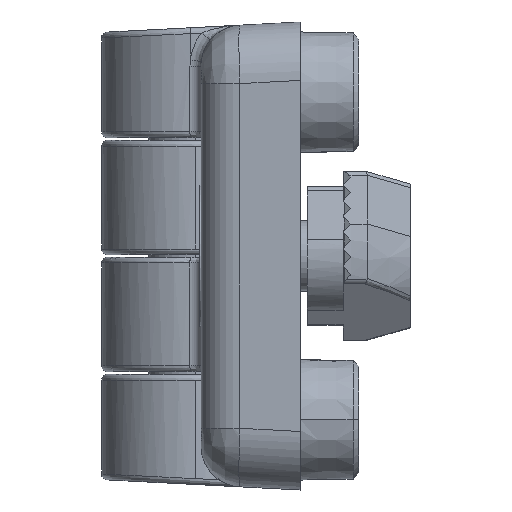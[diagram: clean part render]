
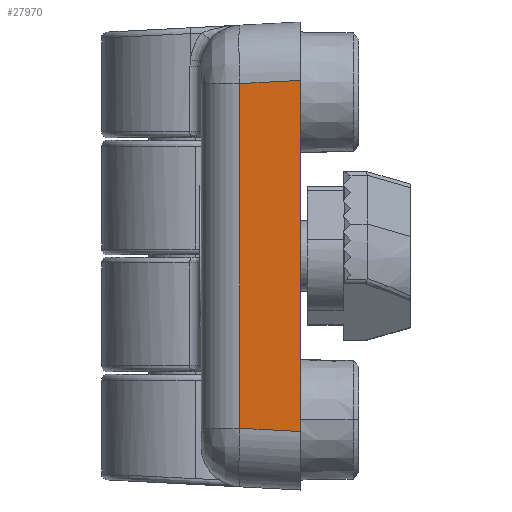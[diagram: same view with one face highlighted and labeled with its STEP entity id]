
A CAD part, left-side view. The second image highlights one B-rep face of the part: STEP entity #27970.
In plain terms, the highlighted planar face has unit normal (-0.999, 0.052, 0).
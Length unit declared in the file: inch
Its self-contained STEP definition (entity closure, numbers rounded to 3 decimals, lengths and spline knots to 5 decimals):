
#227 = CARTESIAN_POINT ( 'NONE',  ( -1.97302, -0.0961, 0.59102 ) ) ;
#837 = ORIENTED_EDGE ( 'NONE', *, *, #5042, .F. ) ;
#1348 = CARTESIAN_POINT ( 'NONE',  ( -1.97007, -0.03977, -0.58767 ) ) ;
#1407 = CARTESIAN_POINT ( 'NONE',  ( -1.96233, 0.10796, 0.58032 ) ) ;
#1788 = VERTEX_POINT ( 'NONE', #37498 ) ;
#2346 = CARTESIAN_POINT ( 'NONE',  ( -1.96233, 0.10796, -0.7872 ) ) ;
#2461 = AXIS2_PLACEMENT_3D ( 'NONE', #18224, #39542, #21296 ) ;
#2871 = PLANE ( 'NONE',  #2461 ) ;
#3256 = DIRECTION ( 'NONE',  ( 0.052, 0.997, -0.052 ) ) ;
#4263 = VECTOR ( 'NONE', #39145, 39.37008 ) ;
#4398 = DIRECTION ( 'NONE',  ( 0.052, 0.997, 0.052 ) ) ;
#5042 = EDGE_CURVE ( 'NONE', #11405, #21643, #19676, .T. ) ;
#6496 = FACE_OUTER_BOUND ( 'NONE', #37192, .T. ) ;
#6733 = ORIENTED_EDGE ( 'NONE', *, *, #39367, .T. ) ;
#11405 = VERTEX_POINT ( 'NONE', #17185 ) ;
#17185 = CARTESIAN_POINT ( 'NONE',  ( -1.97302, -0.0961, -0.59062 ) ) ;
#17407 = EDGE_CURVE ( 'NONE', #21643, #20941, #23462, .T. ) ;
#18224 = CARTESIAN_POINT ( 'NONE',  ( -1.97302, -0.0961, -0.7872 ) ) ;
#18726 = VECTOR ( 'NONE', #4398, 39.37008 ) ;
#19676 = LINE ( 'NONE', #1348, #18726 ) ;
#20898 = CARTESIAN_POINT ( 'NONE',  ( -1.97302, -0.0961, -0.7872 ) ) ;
#20941 = VERTEX_POINT ( 'NONE', #1407 ) ;
#21296 = DIRECTION ( 'NONE',  ( -0.052, -0.999, 0. ) ) ;
#21643 = VERTEX_POINT ( 'NONE', #36278 ) ;
#22038 = VECTOR ( 'NONE', #3256, 39.37008 ) ;
#23462 = LINE ( 'NONE', #2346, #38689 ) ;
#23723 = DIRECTION ( 'NONE',  ( 0., 0., 1. ) ) ;
#27128 = ORIENTED_EDGE ( 'NONE', *, *, #35895, .T. ) ;
#27970 = ADVANCED_FACE ( 'NONE', ( #6496 ), #2871, .T. ) ;
#31071 = LINE ( 'NONE', #227, #22038 ) ;
#31632 = ORIENTED_EDGE ( 'NONE', *, *, #17407, .F. ) ;
#35895 = EDGE_CURVE ( 'NONE', #11405, #1788, #36680, .T. ) ;
#36278 = CARTESIAN_POINT ( 'NONE',  ( -1.96233, 0.10796, -0.57993 ) ) ;
#36680 = LINE ( 'NONE', #20898, #4263 ) ;
#37192 = EDGE_LOOP ( 'NONE', ( #837, #27128, #6733, #31632 ) ) ;
#37498 = CARTESIAN_POINT ( 'NONE',  ( -1.97302, -0.0961, 0.59102 ) ) ;
#38689 = VECTOR ( 'NONE', #23723, 39.37008 ) ;
#39145 = DIRECTION ( 'NONE',  ( 0., 0., 1. ) ) ;
#39367 = EDGE_CURVE ( 'NONE', #1788, #20941, #31071, .T. ) ;
#39542 = DIRECTION ( 'NONE',  ( -0.999, 0.052, 0. ) ) ;
